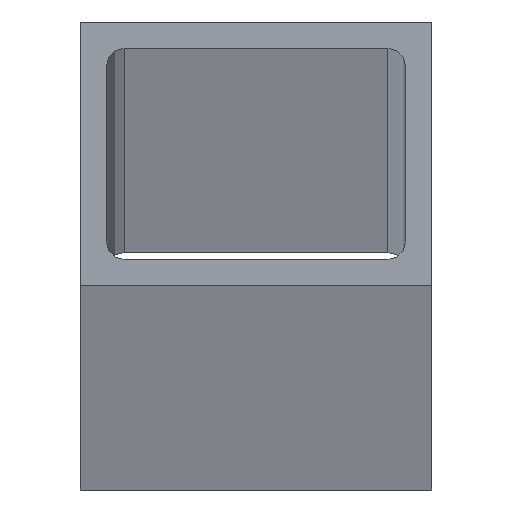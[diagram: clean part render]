
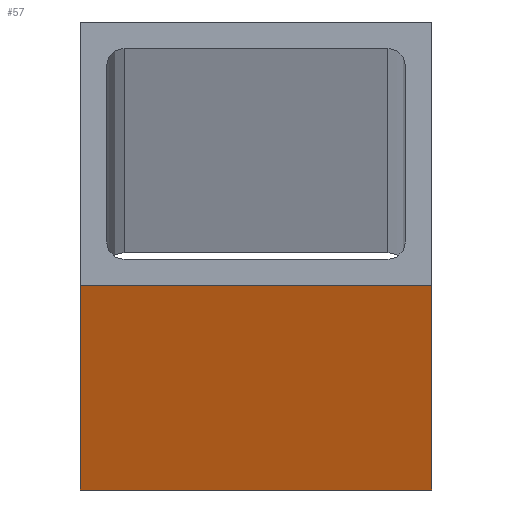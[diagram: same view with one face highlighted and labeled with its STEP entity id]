
A CAD part, top view. The second image highlights one B-rep face of the part: STEP entity #57.
In plain terms, the highlighted planar face has unit normal (0, -1, 0).
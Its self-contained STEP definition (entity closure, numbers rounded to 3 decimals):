
#36 = LINE ( 'NONE', #491, #229 ) ;
#55 = CARTESIAN_POINT ( 'NONE',  ( 8., -6., 2658.5 ) ) ;
#57 = ADVANCED_FACE ( 'NONE', ( #441 ), #408, .F. ) ;
#58 = VERTEX_POINT ( 'NONE', #172 ) ;
#85 = AXIS2_PLACEMENT_3D ( 'NONE', #128, #93, #320 ) ;
#87 = DIRECTION ( 'NONE',  ( 0., 0., -1. ) ) ;
#88 = EDGE_LOOP ( 'NONE', ( #338, #276, #481, #279 ) ) ;
#91 = CARTESIAN_POINT ( 'NONE',  ( -8., -6., 2658.5 ) ) ;
#93 = DIRECTION ( 'NONE',  ( 0., 1., 0. ) ) ;
#128 = CARTESIAN_POINT ( 'NONE',  ( -8., -6., 2658.5 ) ) ;
#146 = VECTOR ( 'NONE', #87, 1000. ) ;
#152 = VERTEX_POINT ( 'NONE', #268 ) ;
#172 = CARTESIAN_POINT ( 'NONE',  ( 8., -6., -2658.5 ) ) ;
#175 = VECTOR ( 'NONE', #274, 1000. ) ;
#208 = CARTESIAN_POINT ( 'NONE',  ( -8., -6., 2658.5 ) ) ;
#217 = EDGE_CURVE ( 'NONE', #437, #58, #287, .T. ) ;
#220 = LINE ( 'NONE', #91, #353 ) ;
#229 = VECTOR ( 'NONE', #294, 1000. ) ;
#268 = CARTESIAN_POINT ( 'NONE',  ( -8., -6., 2658.5 ) ) ;
#274 = DIRECTION ( 'NONE',  ( 0., 0., -1. ) ) ;
#276 = ORIENTED_EDGE ( 'NONE', *, *, #217, .F. ) ;
#279 = ORIENTED_EDGE ( 'NONE', *, *, #312, .T. ) ;
#287 = LINE ( 'NONE', #347, #175 ) ;
#294 = DIRECTION ( 'NONE',  ( 1., 0., 0. ) ) ;
#312 = EDGE_CURVE ( 'NONE', #152, #427, #381, .T. ) ;
#320 = DIRECTION ( 'NONE',  ( 0., 0., 1. ) ) ;
#338 = ORIENTED_EDGE ( 'NONE', *, *, #473, .T. ) ;
#341 = EDGE_CURVE ( 'NONE', #152, #437, #220, .T. ) ;
#347 = CARTESIAN_POINT ( 'NONE',  ( 8., -6., 2658.5 ) ) ;
#353 = VECTOR ( 'NONE', #360, 1000. ) ;
#360 = DIRECTION ( 'NONE',  ( 1., 0., 0. ) ) ;
#381 = LINE ( 'NONE', #208, #146 ) ;
#408 = PLANE ( 'NONE',  #85 ) ;
#427 = VERTEX_POINT ( 'NONE', #449 ) ;
#437 = VERTEX_POINT ( 'NONE', #55 ) ;
#441 = FACE_OUTER_BOUND ( 'NONE', #88, .T. ) ;
#449 = CARTESIAN_POINT ( 'NONE',  ( -8., -6., -2658.5 ) ) ;
#473 = EDGE_CURVE ( 'NONE', #427, #58, #36, .T. ) ;
#481 = ORIENTED_EDGE ( 'NONE', *, *, #341, .F. ) ;
#491 = CARTESIAN_POINT ( 'NONE',  ( -8., -6., -2658.5 ) ) ;
